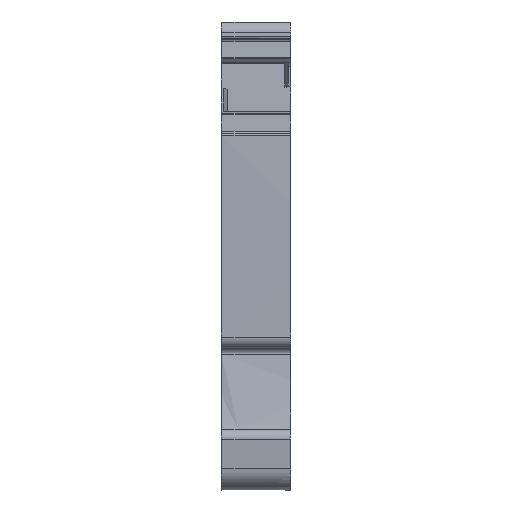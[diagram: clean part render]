
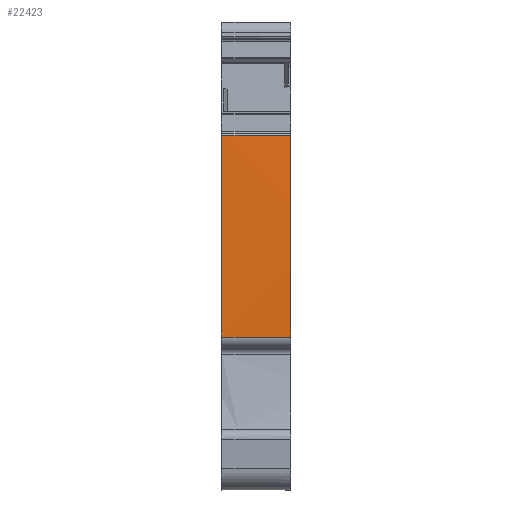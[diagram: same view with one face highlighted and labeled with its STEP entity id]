
A CAD part, front view. The second image highlights one B-rep face of the part: STEP entity #22423.
In plain terms, the highlighted cylindrical face has radius 248.5 mm (diameter 497 mm), a partial arc.
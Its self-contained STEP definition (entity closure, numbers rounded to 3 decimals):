
#22396=AXIS2_PLACEMENT_3D('Cylinder Axis2P3D',#22393,#22394,#22395) ;
#22414=AXIS2_PLACEMENT_3D('Circle Axis2P3D',#22412,#22413,$) ;
#7060=CARTESIAN_POINT('Vertex',(0.05,1.891,31.153)) ;
#7097=CARTESIAN_POINT('Vertex',(0.05,1.517,13.435)) ;
#7101=CARTESIAN_POINT('Control Point',(0.05,1.891,31.153)) ;
#7102=CARTESIAN_POINT('Control Point',(0.05,1.639,26.729)) ;
#7103=CARTESIAN_POINT('Control Point',(0.05,1.493,22.298)) ;
#7104=CARTESIAN_POINT('Control Point',(0.05,1.452,17.866)) ;
#7105=CARTESIAN_POINT('Control Point',(0.05,1.517,13.435)) ;
#22393=CARTESIAN_POINT('Axis2P3D Location',(3.05,249.99,17.05)) ;
#22398=CARTESIAN_POINT('Line Origine',(3.05,1.891,31.153)) ;
#22402=CARTESIAN_POINT('Vertex',(6.1,1.891,31.153)) ;
#22405=CARTESIAN_POINT('Line Origine',(3.05,1.517,13.435)) ;
#22409=CARTESIAN_POINT('Vertex',(6.1,1.517,13.435)) ;
#22412=CARTESIAN_POINT('Axis2P3D Location',(6.1,249.99,17.05)) ;
#22394=DIRECTION('Axis2P3D Direction',(1.,0.,0.)) ;
#22395=DIRECTION('Axis2P3D XDirection',(0.,-0.996,0.093)) ;
#22399=DIRECTION('Vector Direction',(1.,0.,0.)) ;
#22406=DIRECTION('Vector Direction',(1.,0.,0.)) ;
#22413=DIRECTION('Axis2P3D Direction',(1.,0.,0.)) ;
#22400=VECTOR('Line Direction',#22399,1.) ;
#22407=VECTOR('Line Direction',#22406,1.) ;
#22418=ORIENTED_EDGE('',*,*,#22404,.F.) ;
#22419=ORIENTED_EDGE('',*,*,#7106,.F.) ;
#22420=ORIENTED_EDGE('',*,*,#22411,.T.) ;
#22421=ORIENTED_EDGE('',*,*,#22416,.F.) ;
#22423=ADVANCED_FACE('PartBody',(#22422),#22397,.T.) ;
#7100=B_SPLINE_CURVE_WITH_KNOTS('',4,(#7101,#7102,#7103,#7104,#7105),.UNSPECIFIED.,.F.,.U.,(5,5),(0.,17.727),.UNSPECIFIED.) ;
#22415=CIRCLE('generated circle',#22414,248.5) ;
#22397=CYLINDRICAL_SURFACE('generated cylinder',#22396,248.5) ;
#7106=EDGE_CURVE('',#7098,#7061,#7100,.F.) ;
#22404=EDGE_CURVE('',#7061,#22403,#22401,.T.) ;
#22411=EDGE_CURVE('',#7098,#22410,#22408,.T.) ;
#22416=EDGE_CURVE('',#22403,#22410,#22415,.T.) ;
#22417=EDGE_LOOP('',(#22418,#22419,#22420,#22421)) ;
#22422=FACE_OUTER_BOUND('',#22417,.T.) ;
#22401=LINE('Line',#22398,#22400) ;
#22408=LINE('Line',#22405,#22407) ;
#7061=VERTEX_POINT('',#7060) ;
#7098=VERTEX_POINT('',#7097) ;
#22403=VERTEX_POINT('',#22402) ;
#22410=VERTEX_POINT('',#22409) ;
